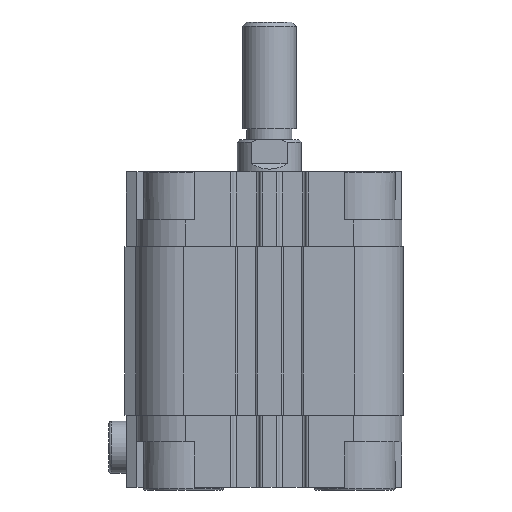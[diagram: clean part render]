
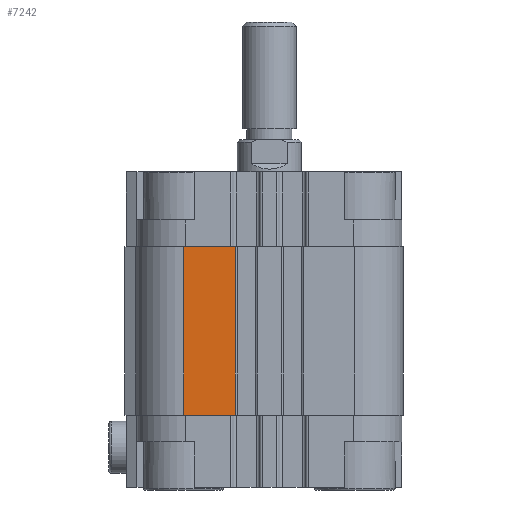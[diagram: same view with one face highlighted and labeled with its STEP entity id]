
A CAD part, left-side view. The second image highlights one B-rep face of the part: STEP entity #7242.
In plain terms, the highlighted planar face has unit normal (-1, 0, 0).
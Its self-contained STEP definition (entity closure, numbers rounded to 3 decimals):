
#63=LINE('',#10579,#651);
#312=LINE('',#11376,#900);
#345=LINE('',#11517,#933);
#624=LINE('',#12276,#1212);
#651=VECTOR('',#8283,31.5);
#900=VECTOR('',#8994,9.6);
#933=VECTOR('',#9155,9.6);
#1212=VECTOR('',#9964,31.5);
#1815=FACE_OUTER_BOUND('',#2248,.T.);
#2248=EDGE_LOOP('',(#6329,#6330,#6331,#6332));
#2967=VERTEX_POINT('',#10576);
#2968=VERTEX_POINT('',#10578);
#3285=VERTEX_POINT('',#11374);
#3329=VERTEX_POINT('',#11516);
#3695=EDGE_CURVE('',#2968,#2967,#63,.T.);
#4098=EDGE_CURVE('',#2967,#3285,#312,.T.);
#4169=EDGE_CURVE('',#2968,#3329,#345,.T.);
#4551=EDGE_CURVE('',#3329,#3285,#624,.T.);
#6329=ORIENTED_EDGE('',*,*,#4098,.T.);
#6330=ORIENTED_EDGE('',*,*,#4551,.F.);
#6331=ORIENTED_EDGE('',*,*,#4169,.F.);
#6332=ORIENTED_EDGE('',*,*,#3695,.T.);
#6909=PLANE('',#7970);
#7242=ADVANCED_FACE('',(#1815),#6909,.F.);
#7970=AXIS2_PLACEMENT_3D('',#12277,#9965,#9966);
#8283=DIRECTION('',(0.,0.,-1.));
#8994=DIRECTION('',(0.,-1.,0.));
#9155=DIRECTION('',(0.,-1.,0.));
#9964=DIRECTION('',(0.,0.,-1.));
#9965=DIRECTION('center_axis',(1.,0.,0.));
#9966=DIRECTION('ref_axis',(0.,0.,-1.));
#10576=CARTESIAN_POINT('',(-25.,16.,6.));
#10578=CARTESIAN_POINT('',(-25.,16.,37.5));
#10579=CARTESIAN_POINT('',(-25.,16.,37.5));
#11374=CARTESIAN_POINT('',(-25.,6.4,6.));
#11376=CARTESIAN_POINT('',(-25.,16.,6.));
#11516=CARTESIAN_POINT('',(-25.,6.4,37.5));
#11517=CARTESIAN_POINT('',(-25.,16.,37.5));
#12276=CARTESIAN_POINT('',(-25.,6.4,37.5));
#12277=CARTESIAN_POINT('Origin',(-25.,16.,37.5));
